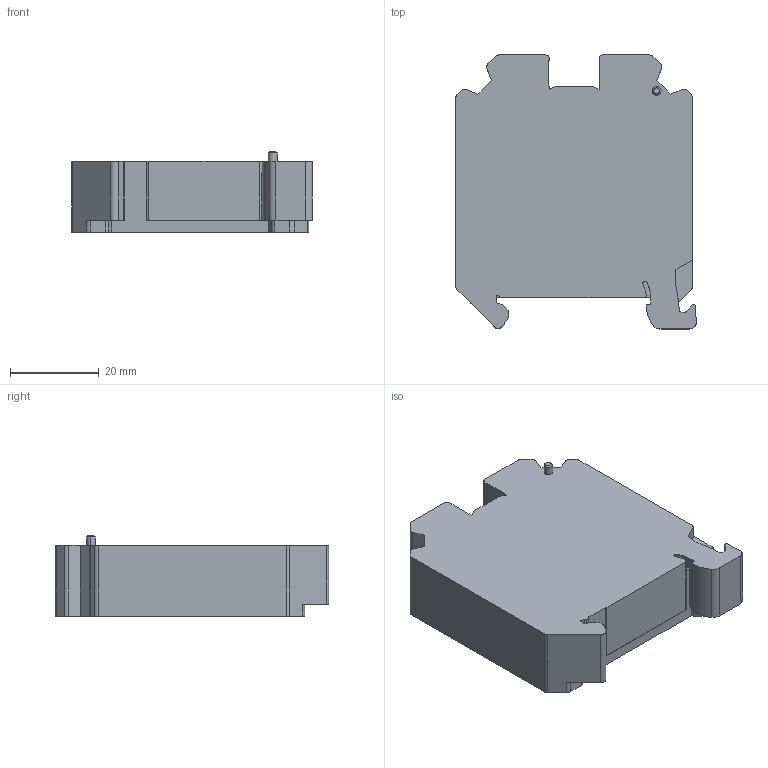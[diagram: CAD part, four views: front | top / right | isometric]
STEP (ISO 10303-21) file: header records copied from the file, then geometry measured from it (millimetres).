
FILE_DESCRIPTION(/* description */ (''),/* implementation_level */ '2;1');
FILE_NAME(/* name */ '335991-1.stp',/* time_stamp */ '2020-06-05T15:53:45+08:00',/* author */ (''),/* organization */ (''),/* preprocessor_version */ 'ST-DEVELOPER v16',/* originating_system */ 'SIEMENS PLM Software NX 10.0',/* authorisation */ '');
FILE_SCHEMA (('CONFIG_CONTROL_DESIGN'));
Length unit declared in the file: millimetre
Products named in the file (1): sp1217t1004_stp
Bounding box: 54.3 x 61.8 x 18.2 mm (x, y, z)
Volume: 44808.7 mm3; surface area: 9784.5 mm2
Topology: 1 solids, 1 shells, 102 faces, 294 edges, 195 vertices
Faces by surface type: plane 62, cylinder 38, cone 2
Entity records: 3439 total; most frequent: CARTESIAN_POINT 592, ORIENTED_EDGE 588, DIRECTION 581, EDGE_CURVE 294, LINE 213, VECTOR 213, VERTEX_POINT 195, AXIS2_PLACEMENT_3D 184
